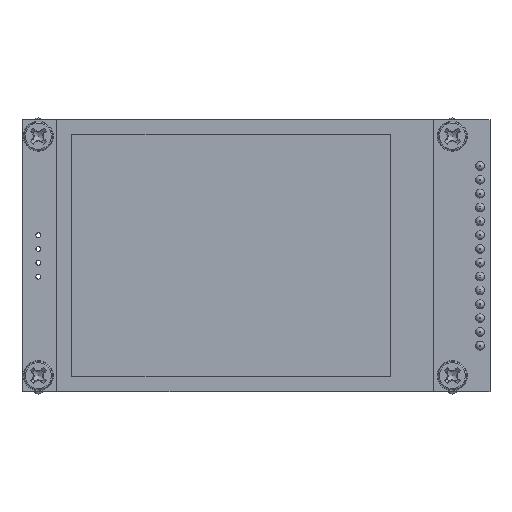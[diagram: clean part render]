
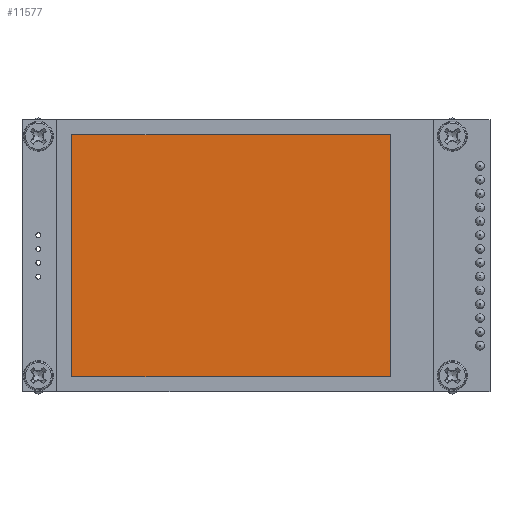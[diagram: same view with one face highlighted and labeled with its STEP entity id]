
A CAD part, top view. The second image highlights one B-rep face of the part: STEP entity #11577.
In plain terms, the highlighted planar face has unit normal (0, 0, 1).
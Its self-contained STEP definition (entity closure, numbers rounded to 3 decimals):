
#11448 = VERTEX_POINT('',#11449);
#11449 = CARTESIAN_POINT('',(-26.75,22.25,3.5));
#11455 = EDGE_CURVE('',#11448,#11456,#11458,.T.);
#11456 = VERTEX_POINT('',#11457);
#11457 = CARTESIAN_POINT('',(31.85,22.25,3.5));
#11458 = LINE('',#11459,#11460);
#11459 = CARTESIAN_POINT('',(-26.75,22.25,3.5));
#11460 = VECTOR('',#11461,1.);
#11461 = DIRECTION('',(1.,0.,0.));
#11486 = EDGE_CURVE('',#11456,#11487,#11489,.T.);
#11487 = VERTEX_POINT('',#11488);
#11488 = CARTESIAN_POINT('',(31.85,-22.25,3.5));
#11489 = LINE('',#11490,#11491);
#11490 = CARTESIAN_POINT('',(31.85,22.25,3.5));
#11491 = VECTOR('',#11492,1.);
#11492 = DIRECTION('',(0.,-1.,0.));
#11517 = EDGE_CURVE('',#11487,#11518,#11520,.T.);
#11518 = VERTEX_POINT('',#11519);
#11519 = CARTESIAN_POINT('',(-26.75,-22.25,3.5));
#11520 = LINE('',#11521,#11522);
#11521 = CARTESIAN_POINT('',(31.85,-22.25,3.5));
#11522 = VECTOR('',#11523,1.);
#11523 = DIRECTION('',(-1.,0.,0.));
#11548 = EDGE_CURVE('',#11518,#11448,#11549,.T.);
#11549 = LINE('',#11550,#11551);
#11550 = CARTESIAN_POINT('',(-26.75,-22.25,3.5));
#11551 = VECTOR('',#11552,1.);
#11552 = DIRECTION('',(0.,1.,0.));
#11577 = ADVANCED_FACE('',(#11578),#11584,.T.);
#11578 = FACE_BOUND('',#11579,.F.);
#11579 = EDGE_LOOP('',(#11580,#11581,#11582,#11583));
#11580 = ORIENTED_EDGE('',*,*,#11455,.T.);
#11581 = ORIENTED_EDGE('',*,*,#11486,.T.);
#11582 = ORIENTED_EDGE('',*,*,#11517,.T.);
#11583 = ORIENTED_EDGE('',*,*,#11548,.T.);
#11584 = PLANE('',#11585);
#11585 = AXIS2_PLACEMENT_3D('',#11586,#11587,#11588);
#11586 = CARTESIAN_POINT('',(2.55,0.,3.5));
#11587 = DIRECTION('',(0.,0.,1.));
#11588 = DIRECTION('',(1.,0.,0.));
